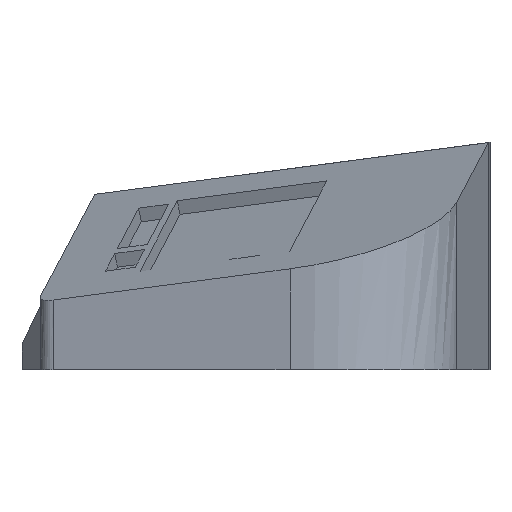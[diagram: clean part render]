
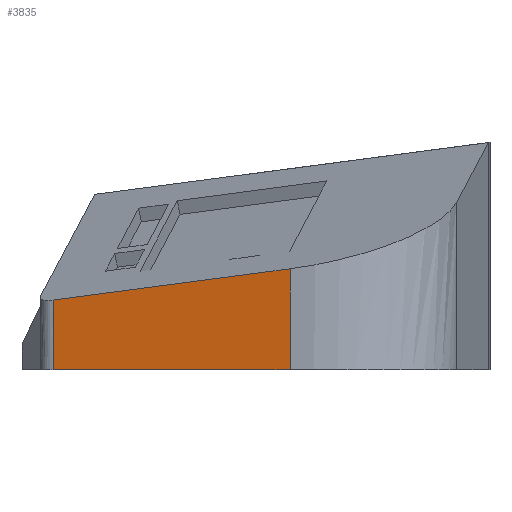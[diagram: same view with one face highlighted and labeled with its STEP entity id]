
A CAD part, left-side view. The second image highlights one B-rep face of the part: STEP entity #3835.
In plain terms, the highlighted planar face has unit normal (-0.974, 0.227, 0).
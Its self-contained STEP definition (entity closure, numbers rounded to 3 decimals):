
#252 = PLANE('',#253);
#253 = AXIS2_PLACEMENT_3D('',#254,#255,#256);
#254 = CARTESIAN_POINT('',(-400.,-321.738,42.054));
#255 = DIRECTION('',(0.,0.,1.));
#256 = DIRECTION('',(1.,0.,0.));
#1578 = VERTEX_POINT('',#1579);
#1579 = CARTESIAN_POINT('',(-191.219,25.612,
    42.054));
#1633 = SURFACE_OF_LINEAR_EXTRUSION('',#1634,#1639);
#1634 = CIRCLE('',#1635,10.);
#1635 = AXIS2_PLACEMENT_3D('',#1636,#1637,#1638);
#1636 = CARTESIAN_POINT('',(-181.926,23.877,
    -61.787));
#1637 = DIRECTION('',(0.293,-0.192,-0.937));
#1638 = DIRECTION('',(-0.929,0.173,-0.326));
#1639 = VECTOR('',#1640,1.);
#1640 = DIRECTION('',(0.,0.,1.));
#1668 = EDGE_CURVE('',#1578,#1669,#1671,.T.);
#1669 = VERTEX_POINT('',#1670);
#1670 = CARTESIAN_POINT('',(-225.201,-120.321,
    42.054));
#1671 = SURFACE_CURVE('',#1672,(#1676,#1682),.PCURVE_S1.);
#1672 = LINE('',#1673,#1674);
#1673 = CARTESIAN_POINT('',(-243.446,-198.672,
    42.054));
#1674 = VECTOR('',#1675,1.);
#1675 = DIRECTION('',(-0.227,-0.974,0.));
#1676 = PCURVE('',#252,#1677);
#1677 = DEFINITIONAL_REPRESENTATION('',(#1678),#1681);
#1678 = B_SPLINE_CURVE_WITH_KNOTS('',1,(#1679,#1680),.UNSPECIFIED.,.F.,
  .F.,(2,2),(-261.17,-55.33),.PIECEWISE_BEZIER_KNOTS.);
#1679 = CARTESIAN_POINT('',(215.786,377.432));
#1680 = CARTESIAN_POINT('',(169.103,176.955));
#1681 = ( GEOMETRIC_REPRESENTATION_CONTEXT(2) 
PARAMETRIC_REPRESENTATION_CONTEXT() REPRESENTATION_CONTEXT('2D SPACE',''
  ) );
#1682 = PCURVE('',#1683,#1688);
#1683 = PLANE('',#1684);
#1684 = AXIS2_PLACEMENT_3D('',#1685,#1686,#1687);
#1685 = CARTESIAN_POINT('',(-208.21,-47.355,
    19.558));
#1686 = DIRECTION('',(0.974,-0.227,0.));
#1687 = DIRECTION('',(0.225,0.966,-0.127));
#1688 = DEFINITIONAL_REPRESENTATION('',(#1689),#1692);
#1689 = B_SPLINE_CURVE_WITH_KNOTS('',1,(#1690,#1691),.UNSPECIFIED.,.F.,
  .F.,(2,2),(-261.17,-55.33),.PIECEWISE_BEZIER_KNOTS.);
#1690 = CARTESIAN_POINT('',(102.085,35.77));
#1691 = CARTESIAN_POINT('',(-102.085,9.591));
#1692 = ( GEOMETRIC_REPRESENTATION_CONTEXT(2) 
PARAMETRIC_REPRESENTATION_CONTEXT() REPRESENTATION_CONTEXT('2D SPACE',''
  ) );
#1756 = SURFACE_OF_LINEAR_EXTRUSION('',#1757,#1762);
#1757 = CIRCLE('',#1758,90.);
#1758 = AXIS2_PLACEMENT_3D('',#1759,#1760,#1761);
#1759 = CARTESIAN_POINT('',(-141.566,-135.932,
    -16.484));
#1760 = DIRECTION('',(0.293,-0.192,-0.937));
#1761 = DIRECTION('',(-0.225,-0.966,0.127));
#1762 = VECTOR('',#1763,1.);
#1763 = DIRECTION('',(0.,0.,1.));
#2025 = PLANE('',#2026);
#2026 = AXIS2_PLACEMENT_3D('',#2027,#2028,#2029);
#2027 = CARTESIAN_POINT('',(-115.718,-98.89,
    134.027));
#2028 = DIRECTION('',(0.293,-0.192,-0.937));
#2029 = DIRECTION('',(-0.954,0.,
    -0.299));
#3791 = EDGE_CURVE('',#1669,#3792,#3794,.T.);
#3792 = VERTEX_POINT('',#3793);
#3793 = CARTESIAN_POINT('',(-225.201,-120.321,
    104.164));
#3794 = SURFACE_CURVE('',#3795,(#3799,#3806),.PCURVE_S1.);
#3795 = LINE('',#3796,#3797);
#3796 = CARTESIAN_POINT('',(-225.201,-120.321,
    -45.836));
#3797 = VECTOR('',#3798,1.);
#3798 = DIRECTION('',(0.,0.,1.));
#3799 = PCURVE('',#1756,#3800);
#3800 = DEFINITIONAL_REPRESENTATION('',(#3801),#3805);
#3801 = LINE('',#3802,#3803);
#3802 = CARTESIAN_POINT('',(1.571,0.));
#3803 = VECTOR('',#3804,1.);
#3804 = DIRECTION('',(0.,1.));
#3805 = ( GEOMETRIC_REPRESENTATION_CONTEXT(2) 
PARAMETRIC_REPRESENTATION_CONTEXT() REPRESENTATION_CONTEXT('2D SPACE',''
  ) );
#3806 = PCURVE('',#1683,#3807);
#3807 = DEFINITIONAL_REPRESENTATION('',(#3808),#3812);
#3808 = LINE('',#3809,#3810);
#3809 = CARTESIAN_POINT('',(-65.993,-74.391));
#3810 = VECTOR('',#3811,1.);
#3811 = DIRECTION('',(-0.127,0.992));
#3812 = ( GEOMETRIC_REPRESENTATION_CONTEXT(2) 
PARAMETRIC_REPRESENTATION_CONTEXT() REPRESENTATION_CONTEXT('2D SPACE',''
  ) );
#3835 = ADVANCED_FACE('',(#3836),#1683,.F.);
#3836 = FACE_BOUND('',#3837,.F.);
#3837 = EDGE_LOOP('',(#3838,#3839,#3840,#3862));
#3838 = ORIENTED_EDGE('',*,*,#3791,.F.);
#3839 = ORIENTED_EDGE('',*,*,#1668,.F.);
#3840 = ORIENTED_EDGE('',*,*,#3841,.T.);
#3841 = EDGE_CURVE('',#1578,#3842,#3844,.T.);
#3842 = VERTEX_POINT('',#3843);
#3843 = CARTESIAN_POINT('',(-191.219,25.612,
    84.951));
#3844 = SURFACE_CURVE('',#3845,(#3849,#3856),.PCURVE_S1.);
#3845 = LINE('',#3846,#3847);
#3846 = CARTESIAN_POINT('',(-191.219,25.612,
    -65.049));
#3847 = VECTOR('',#3848,1.);
#3848 = DIRECTION('',(0.,0.,1.));
#3849 = PCURVE('',#1683,#3850);
#3850 = DEFINITIONAL_REPRESENTATION('',(#3851),#3855);
#3851 = LINE('',#3852,#3853);
#3852 = CARTESIAN_POINT('',(85.071,-74.391));
#3853 = VECTOR('',#3854,1.);
#3854 = DIRECTION('',(-0.127,0.992));
#3855 = ( GEOMETRIC_REPRESENTATION_CONTEXT(2) 
PARAMETRIC_REPRESENTATION_CONTEXT() REPRESENTATION_CONTEXT('2D SPACE',''
  ) );
#3856 = PCURVE('',#1633,#3857);
#3857 = DEFINITIONAL_REPRESENTATION('',(#3858),#3861);
#3858 = B_SPLINE_CURVE_WITH_KNOTS('',1,(#3859,#3860),.UNSPECIFIED.,.F.,
  .F.,(2,2),(0.,150.),.PIECEWISE_BEZIER_KNOTS.);
#3859 = CARTESIAN_POINT('',(0.,0.));
#3860 = CARTESIAN_POINT('',(0.,150.));
#3861 = ( GEOMETRIC_REPRESENTATION_CONTEXT(2) 
PARAMETRIC_REPRESENTATION_CONTEXT() REPRESENTATION_CONTEXT('2D SPACE',''
  ) );
#3862 = ORIENTED_EDGE('',*,*,#3863,.F.);
#3863 = EDGE_CURVE('',#3792,#3842,#3864,.T.);
#3864 = SURFACE_CURVE('',#3865,(#3869,#3876),.PCURVE_S1.);
#3865 = LINE('',#3866,#3867);
#3866 = CARTESIAN_POINT('',(-225.201,-120.321,
    104.164));
#3867 = VECTOR('',#3868,1.);
#3868 = DIRECTION('',(0.225,0.966,-0.127));
#3869 = PCURVE('',#1683,#3870);
#3870 = DEFINITIONAL_REPRESENTATION('',(#3871),#3875);
#3871 = LINE('',#3872,#3873);
#3872 = CARTESIAN_POINT('',(-85.071,74.391));
#3873 = VECTOR('',#3874,1.);
#3874 = DIRECTION('',(1.,0.));
#3875 = ( GEOMETRIC_REPRESENTATION_CONTEXT(2) 
PARAMETRIC_REPRESENTATION_CONTEXT() REPRESENTATION_CONTEXT('2D SPACE',''
  ) );
#3876 = PCURVE('',#2025,#3877);
#3877 = DEFINITIONAL_REPRESENTATION('',(#3878),#3882);
#3878 = LINE('',#3879,#3880);
#3879 = CARTESIAN_POINT('',(113.406,-21.835));
#3880 = VECTOR('',#3881,1.);
#3881 = DIRECTION('',(-0.177,0.984));
#3882 = ( GEOMETRIC_REPRESENTATION_CONTEXT(2) 
PARAMETRIC_REPRESENTATION_CONTEXT() REPRESENTATION_CONTEXT('2D SPACE',''
  ) );
